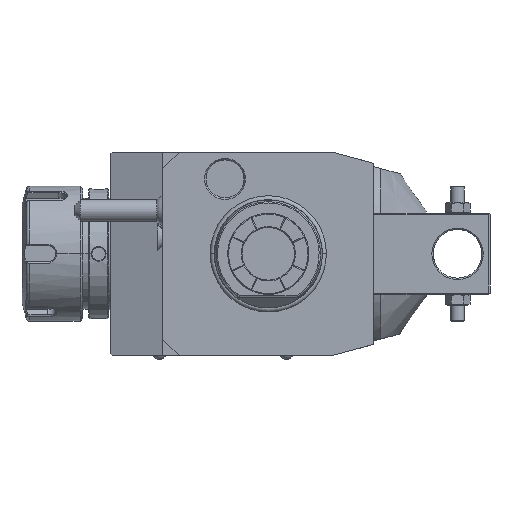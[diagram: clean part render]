
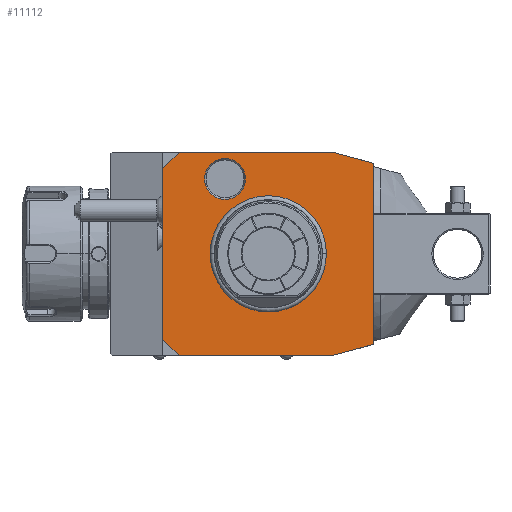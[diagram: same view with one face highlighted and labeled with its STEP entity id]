
A CAD part, front view. The second image highlights one B-rep face of the part: STEP entity #11112.
In plain terms, the highlighted planar face has unit normal (0, -1, 0).
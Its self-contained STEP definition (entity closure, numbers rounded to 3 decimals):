
#1=DIRECTION('',(-0.966,0.,0.259));
#2=VECTOR('',#1,15.529);
#3=CARTESIAN_POINT('',(39.,0.,33.481));
#4=LINE('',#3,#2);
#5=DIRECTION('',(0.,0.,1.));
#6=VECTOR('',#5,66.962);
#7=CARTESIAN_POINT('',(39.,0.,-33.481));
#8=LINE('',#7,#6);
#9=DIRECTION('',(0.966,0.,0.259));
#10=VECTOR('',#9,15.529);
#11=CARTESIAN_POINT('',(24.,0.,-37.5));
#12=LINE('',#11,#10);
#13=DIRECTION('',(1.,0.,0.));
#14=VECTOR('',#13,57.);
#15=CARTESIAN_POINT('',(-33.,0.,-37.5));
#16=LINE('',#15,#14);
#17=DIRECTION('',(0.707,0.,-0.707));
#18=VECTOR('',#17,8.485);
#19=CARTESIAN_POINT('',(-39.,0.,-31.5));
#20=LINE('',#19,#18);
#21=DIRECTION('',(0.,0.,-1.));
#22=VECTOR('',#21,63.);
#23=CARTESIAN_POINT('',(-39.,0.,31.5));
#24=LINE('',#23,#22);
#25=DIRECTION('',(-0.707,0.,-0.707));
#26=VECTOR('',#25,8.485);
#27=CARTESIAN_POINT('',(-33.,0.,37.5));
#28=LINE('',#27,#26);
#29=DIRECTION('',(-1.,0.,0.));
#30=VECTOR('',#29,57.);
#31=CARTESIAN_POINT('',(24.,0.,37.5));
#32=LINE('',#31,#30);
#33=CARTESIAN_POINT('',(-16.,0.,27.713));
#34=DIRECTION('',(0.,1.,0.));
#35=DIRECTION('',(1.,0.,0.));
#36=AXIS2_PLACEMENT_3D('',#33,#34,#35);
#38=CARTESIAN_POINT('',(-16.,0.,27.713));
#39=DIRECTION('',(0.,1.,0.));
#40=DIRECTION('',(-1.,0.,0.));
#41=AXIS2_PLACEMENT_3D('',#38,#39,#40);
#7767=CARTESIAN_POINT('',(0.,0.,0.));
#7768=DIRECTION('',(0.,1.,0.));
#7769=DIRECTION('',(-1.,0.,0.));
#7770=AXIS2_PLACEMENT_3D('',#7767,#7768,#7769);
#7772=CARTESIAN_POINT('',(0.,0.,0.));
#7773=DIRECTION('',(0.,1.,0.));
#7774=DIRECTION('',(1.,0.,0.));
#7775=AXIS2_PLACEMENT_3D('',#7772,#7773,#7774);
#9952=CARTESIAN_POINT('',(-8.423,0.,27.713));
#9953=CARTESIAN_POINT('',(-23.577,0.,27.713));
#9954=VERTEX_POINT('',#9952);
#9955=VERTEX_POINT('',#9953);
#10843=CARTESIAN_POINT('',(39.,0.,33.481));
#10844=CARTESIAN_POINT('',(24.,0.,37.5));
#10845=VERTEX_POINT('',#10843);
#10846=VERTEX_POINT('',#10844);
#10847=CARTESIAN_POINT('',(-33.,0.,37.5));
#10848=VERTEX_POINT('',#10847);
#10849=CARTESIAN_POINT('',(-39.,0.,31.5));
#10850=VERTEX_POINT('',#10849);
#10851=CARTESIAN_POINT('',(-39.,0.,-31.5));
#10852=VERTEX_POINT('',#10851);
#10853=CARTESIAN_POINT('',(-33.,0.,-37.5));
#10854=VERTEX_POINT('',#10853);
#10855=CARTESIAN_POINT('',(24.,0.,-37.5));
#10856=VERTEX_POINT('',#10855);
#10857=CARTESIAN_POINT('',(39.,0.,-33.481));
#10858=VERTEX_POINT('',#10857);
#10919=CARTESIAN_POINT('',(-21.137,0.,0.));
#10920=CARTESIAN_POINT('',(21.137,0.,0.));
#10921=VERTEX_POINT('',#10919);
#10922=VERTEX_POINT('',#10920);
#11077=CARTESIAN_POINT('',(0.,0.,0.));
#11078=DIRECTION('',(0.,-1.,0.));
#11079=DIRECTION('',(-1.,0.,0.));
#11080=AXIS2_PLACEMENT_3D('',#11077,#11078,#11079);
#11081=PLANE('',#11080);
#11083=ORIENTED_EDGE('',*,*,#11082,.F.);
#11085=ORIENTED_EDGE('',*,*,#11084,.F.);
#11087=ORIENTED_EDGE('',*,*,#11086,.F.);
#11089=ORIENTED_EDGE('',*,*,#11088,.F.);
#11091=ORIENTED_EDGE('',*,*,#11090,.F.);
#11093=ORIENTED_EDGE('',*,*,#11092,.F.);
#11095=ORIENTED_EDGE('',*,*,#11094,.F.);
#11097=ORIENTED_EDGE('',*,*,#11096,.F.);
#11098=EDGE_LOOP('',(#11083,#11085,#11087,#11089,#11091,#11093,#11095,#11097));
#11099=FACE_OUTER_BOUND('',#11098,.F.);
#11101=ORIENTED_EDGE('',*,*,#11100,.F.);
#11103=ORIENTED_EDGE('',*,*,#11102,.F.);
#11104=EDGE_LOOP('',(#11101,#11103));
#11105=FACE_BOUND('',#11104,.F.);
#11107=ORIENTED_EDGE('',*,*,#11106,.F.);
#11109=ORIENTED_EDGE('',*,*,#11108,.F.);
#11110=EDGE_LOOP('',(#11107,#11109));
#11111=FACE_BOUND('',#11110,.F.);
#37=CIRCLE('',#36,7.577);
#42=CIRCLE('',#41,7.577);
#7771=CIRCLE('',#7770,21.137);
#7776=CIRCLE('',#7775,21.137);
#11082=EDGE_CURVE('',#10845,#10846,#4,.T.);
#11084=EDGE_CURVE('',#10858,#10845,#8,.T.);
#11086=EDGE_CURVE('',#10856,#10858,#12,.T.);
#11088=EDGE_CURVE('',#10854,#10856,#16,.T.);
#11090=EDGE_CURVE('',#10852,#10854,#20,.T.);
#11092=EDGE_CURVE('',#10850,#10852,#24,.T.);
#11094=EDGE_CURVE('',#10848,#10850,#28,.T.);
#11096=EDGE_CURVE('',#10846,#10848,#32,.T.);
#11100=EDGE_CURVE('',#10921,#10922,#7771,.T.);
#11102=EDGE_CURVE('',#10922,#10921,#7776,.T.);
#11106=EDGE_CURVE('',#9954,#9955,#37,.T.);
#11108=EDGE_CURVE('',#9955,#9954,#42,.T.);
#11112=ADVANCED_FACE('',(#11099,#11105,#11111),#11081,.T.);
